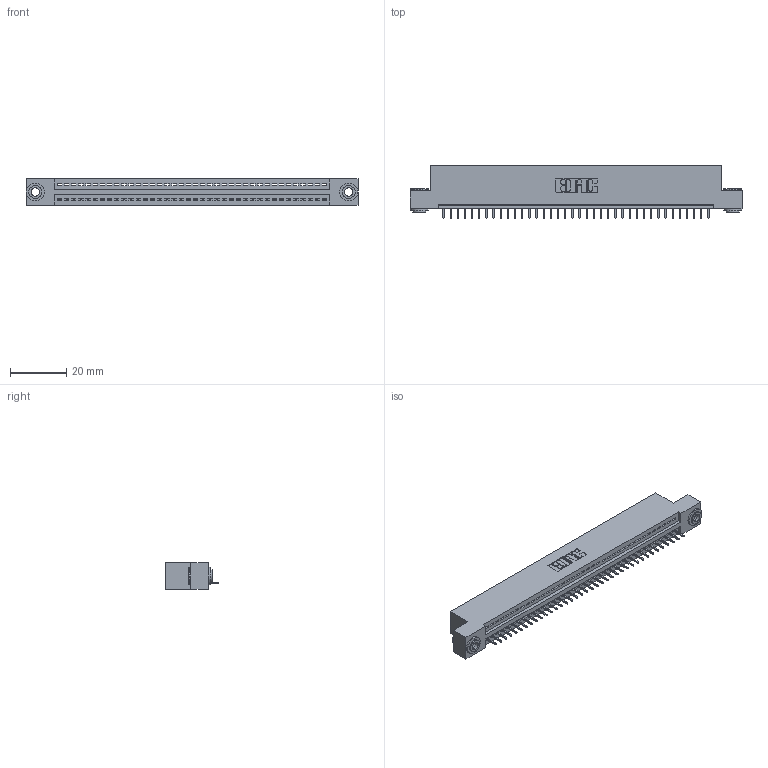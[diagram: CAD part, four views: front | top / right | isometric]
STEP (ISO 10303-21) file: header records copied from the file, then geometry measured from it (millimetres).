
FILE_DESCRIPTION (( 'STEP AP203' ), '1' );
FILE_NAME ('345-038-525-103.STEP', '2020-09-19T17:39:43', ( '' ), ( '' ), 'SwSTEP 2.0', 'SolidWorks 2020', '' );
FILE_SCHEMA (( 'CONFIG_CONTROL_DESIGN' ));
Length unit declared in the file: inch
Products named in the file (4): 345 Part_Flush Mounting Lugs - 0.156 Dia-TH; 345-038-525-103; 345-250-002_345-250-002-102; 345-292-001_345-293-125
Assembly tree (41 placements, depth 2):
  345-038-525-103
    345 Part_Flush Mounting Lugs - 0.156 Dia-TH
    345-292-001_345-293-125  x38
    345-250-002_345-250-002-102  x2
Bounding box: 117.73 x 18.72 x 9.4 mm (x, y, z)
Volume: 11013.5 mm3; surface area: 14278.7 mm2
Topology: 41 solids, 41 shells, 2520 faces, 7257 edges, 4682 vertices
Faces by surface type: plane 1838, cylinder 674, cone 8
Entity records: 29862 total; most frequent: CARTESIAN_POINT 5149, ORIENTED_EDGE 5114, DIRECTION 4535, EDGE_CURVE 2557, VECTOR 2253, LINE 2253, VERTEX_POINT 1698, AXIS2_PLACEMENT_3D 1141
